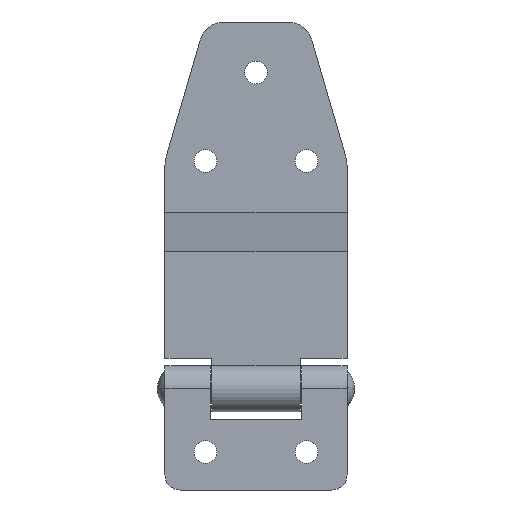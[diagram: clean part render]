
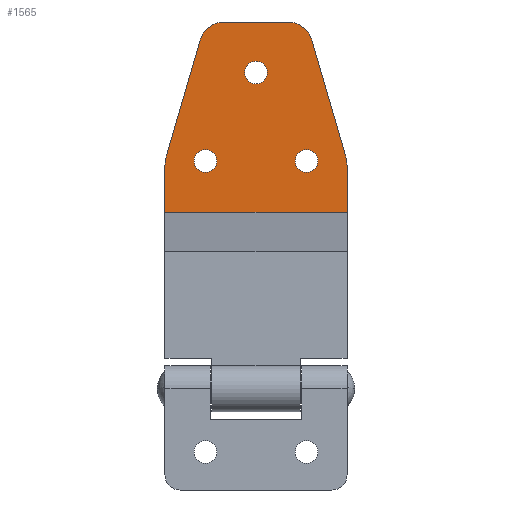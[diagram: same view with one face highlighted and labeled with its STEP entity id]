
A CAD part, front view. The second image highlights one B-rep face of the part: STEP entity #1565.
In plain terms, the highlighted planar face has unit normal (0, -1, 0).
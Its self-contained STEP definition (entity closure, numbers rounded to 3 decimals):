
#1 = DIRECTION ( 'NONE',  ( 0., 0., 1. ) ) ;
#2 = DIRECTION ( 'NONE',  ( 0., -1., 0. ) ) ;
#3 = AXIS2_PLACEMENT_3D ( 'NONE', #4, #2, #1 ) ;
#4 = CARTESIAN_POINT ( 'NONE',  ( 21., 3.1, 87.862 ) ) ;
#5 = CIRCLE ( 'NONE', #3, 15. ) ;
#326 = DIRECTION ( 'NONE',  ( -1., 0., 0. ) ) ;
#327 = VECTOR ( 'NONE', #326, 1000. ) ;
#328 = CARTESIAN_POINT ( 'NONE',  ( 36., 3.1, 69.847 ) ) ;
#329 = LINE ( 'NONE', #328, #327 ) ;
#330 = DIRECTION ( 'NONE',  ( 0., 0., -1. ) ) ;
#365 = CARTESIAN_POINT ( 'NONE',  ( -20., 3.1, 94.5 ) ) ;
#366 = CARTESIAN_POINT ( 'NONE',  ( -20., 3.1, 85.5 ) ) ;
#367 = DIRECTION ( 'NONE',  ( 0., 0., 1. ) ) ;
#368 = DIRECTION ( 'NONE',  ( 0., 1., 0. ) ) ;
#369 = CARTESIAN_POINT ( 'NONE',  ( -20., 3.1, 90. ) ) ;
#370 = AXIS2_PLACEMENT_3D ( 'NONE', #369, #368, #367 ) ;
#371 = CIRCLE ( 'NONE', #370, 4.5 ) ;
#482 = VECTOR ( 'NONE', #330, 1000. ) ;
#483 = CARTESIAN_POINT ( 'NONE',  ( -36., 3.1, 145. ) ) ;
#484 = LINE ( 'NONE', #483, #482 ) ;
#485 = DIRECTION ( 'NONE',  ( 0., 0., 1. ) ) ;
#486 = DIRECTION ( 'NONE',  ( 0., 1., 0. ) ) ;
#487 = CARTESIAN_POINT ( 'NONE',  ( -20., 3.1, 90. ) ) ;
#488 = AXIS2_PLACEMENT_3D ( 'NONE', #487, #486, #485 ) ;
#489 = CIRCLE ( 'NONE', #488, 4.5 ) ;
#964 = VECTOR ( 'NONE', #965, 1000. ) ;
#965 = DIRECTION ( 'NONE',  ( -0.279, 0., 0.96 ) ) ;
#966 = CARTESIAN_POINT ( 'NONE',  ( 35.403, 3.1, 92.052 ) ) ;
#967 = CARTESIAN_POINT ( 'NONE',  ( 21.248, 3.1, 140.709 ) ) ;
#968 = LINE ( 'NONE', #967, #964 ) ;
#992 = CARTESIAN_POINT ( 'NONE',  ( 20., 3.1, 94.5 ) ) ;
#993 = CARTESIAN_POINT ( 'NONE',  ( 20., 3.1, 85.5 ) ) ;
#994 = DIRECTION ( 'NONE',  ( 0., 0., 1. ) ) ;
#995 = DIRECTION ( 'NONE',  ( 0., 1., 0. ) ) ;
#996 = CARTESIAN_POINT ( 'NONE',  ( 20., 3.1, 90. ) ) ;
#997 = AXIS2_PLACEMENT_3D ( 'NONE', #996, #995, #994 ) ;
#998 = CIRCLE ( 'NONE', #997, 4.5 ) ;
#1029 = CARTESIAN_POINT ( 'NONE',  ( -15.631, 3.1, 160.02 ) ) ;
#1030 = LINE ( 'NONE', #1029, #1041 ) ;
#1031 = CIRCLE ( 'NONE', #1043, 10. ) ;
#1032 = CARTESIAN_POINT ( 'NONE',  ( -22.096, 3.1, 137.793 ) ) ;
#1033 = CARTESIAN_POINT ( 'NONE',  ( 36., 3.1, 69.847 ) ) ;
#1034 = CARTESIAN_POINT ( 'NONE',  ( 36., 3.1, 87.862 ) ) ;
#1035 = CARTESIAN_POINT ( 'NONE',  ( -36., 3.1, 69.847 ) ) ;
#1036 = CARTESIAN_POINT ( 'NONE',  ( -36., 3.1, 87.862 ) ) ;
#1037 = DIRECTION ( 'NONE',  ( 0., 0., 1. ) ) ;
#1038 = DIRECTION ( 'NONE',  ( 0., -1., 0. ) ) ;
#1039 = CARTESIAN_POINT ( 'NONE',  ( -35.403, 3.1, 92.052 ) ) ;
#1040 = DIRECTION ( 'NONE',  ( -0.279, 0., -0.96 ) ) ;
#1041 = VECTOR ( 'NONE', #1040, 1000. ) ;
#1042 = DIRECTION ( 'NONE',  ( 0., 0., 1. ) ) ;
#1043 = AXIS2_PLACEMENT_3D ( 'NONE', #1044, #1038, #1042 ) ;
#1044 = CARTESIAN_POINT ( 'NONE',  ( -12.495, 3.1, 135. ) ) ;
#1045 = DIRECTION ( 'NONE',  ( 0., -1., 0. ) ) ;
#1046 = CARTESIAN_POINT ( 'NONE',  ( -21., 3.1, 87.862 ) ) ;
#1047 = AXIS2_PLACEMENT_3D ( 'NONE', #1046, #1045, #1037 ) ;
#1048 = CIRCLE ( 'NONE', #1047, 15. ) ;
#1049 = DIRECTION ( 'NONE',  ( 0., 1., 0. ) ) ;
#1050 = DIRECTION ( 'NONE',  ( 0., 0., -1. ) ) ;
#1051 = CARTESIAN_POINT ( 'NONE',  ( 20., 3.1, 90. ) ) ;
#1052 = DIRECTION ( 'NONE',  ( 0., 0., 1. ) ) ;
#1053 = FACE_OUTER_BOUND ( 'NONE', #1570, .T. ) ;
#1054 = FACE_BOUND ( 'NONE', #1809, .T. ) ;
#1055 = FACE_BOUND ( 'NONE', #1567, .T. ) ;
#1056 = FACE_BOUND ( 'NONE', #1575, .T. ) ;
#1061 = DIRECTION ( 'NONE',  ( 0., 0., 1. ) ) ;
#1062 = DIRECTION ( 'NONE',  ( 0., 0., 1. ) ) ;
#1063 = DIRECTION ( 'NONE',  ( 0., 1., 0. ) ) ;
#1064 = CARTESIAN_POINT ( 'NONE',  ( 0., 3.1, 125. ) ) ;
#1065 = AXIS2_PLACEMENT_3D ( 'NONE', #1064, #1063, #1062 ) ;
#1066 = CIRCLE ( 'NONE', #1065, 4.5 ) ;
#1067 = DIRECTION ( 'NONE',  ( 0., 0., 1. ) ) ;
#1068 = DIRECTION ( 'NONE',  ( 0., 1., 0. ) ) ;
#1069 = CARTESIAN_POINT ( 'NONE',  ( 36., 3.1, 145. ) ) ;
#1070 = AXIS2_PLACEMENT_3D ( 'NONE', #1069, #1068, #1067 ) ;
#1071 = PLANE ( 'NONE',  #1070 ) ;
#1072 = CARTESIAN_POINT ( 'NONE',  ( 22.096, 3.1, 137.793 ) ) ;
#1073 = CIRCLE ( 'NONE', #1076, 10. ) ;
#1074 = DIRECTION ( 'NONE',  ( 0., -1., 0. ) ) ;
#1075 = CARTESIAN_POINT ( 'NONE',  ( 12.495, 3.1, 135. ) ) ;
#1076 = AXIS2_PLACEMENT_3D ( 'NONE', #1075, #1074, #1061 ) ;
#1090 = VECTOR ( 'NONE', #1050, 1000. ) ;
#1091 = CARTESIAN_POINT ( 'NONE',  ( 36., 3.1, 145. ) ) ;
#1092 = LINE ( 'NONE', #1091, #1090 ) ;
#1175 = VERTEX_POINT ( 'NONE', #2119 ) ;
#1219 = CIRCLE ( 'NONE', #1220, 4.5 ) ;
#1220 = AXIS2_PLACEMENT_3D ( 'NONE', #1051, #1049, #1052 ) ;
#1528 = EDGE_CURVE ( 'NONE', #1529, #1530, #998, .T. ) ;
#1529 = VERTEX_POINT ( 'NONE', #993 ) ;
#1530 = VERTEX_POINT ( 'NONE', #992 ) ;
#1541 = ORIENTED_EDGE ( 'NONE', *, *, #1577, .T. ) ;
#1542 = ORIENTED_EDGE ( 'NONE', *, *, #1543, .T. ) ;
#1543 = EDGE_CURVE ( 'NONE', #1175, #1544, #1031, .T. ) ;
#1544 = VERTEX_POINT ( 'NONE', #1032 ) ;
#1545 = ORIENTED_EDGE ( 'NONE', *, *, #1546, .T. ) ;
#1546 = EDGE_CURVE ( 'NONE', #1544, #1547, #1030, .T. ) ;
#1547 = VERTEX_POINT ( 'NONE', #1039 ) ;
#1548 = ORIENTED_EDGE ( 'NONE', *, *, #1549, .T. ) ;
#1549 = EDGE_CURVE ( 'NONE', #1547, #1550, #1048, .T. ) ;
#1550 = VERTEX_POINT ( 'NONE', #1036 ) ;
#1551 = ORIENTED_EDGE ( 'NONE', *, *, #1811, .T. ) ;
#1552 = VERTEX_POINT ( 'NONE', #1035 ) ;
#1554 = VERTEX_POINT ( 'NONE', #1034 ) ;
#1555 = VERTEX_POINT ( 'NONE', #1033 ) ;
#1556 = ORIENTED_EDGE ( 'NONE', *, *, #1557, .T. ) ;
#1557 = EDGE_CURVE ( 'NONE', #1554, #1558, #5, .T. ) ;
#1558 = VERTEX_POINT ( 'NONE', #966 ) ;
#1559 = ORIENTED_EDGE ( 'NONE', *, *, #1560, .T. ) ;
#1560 = EDGE_CURVE ( 'NONE', #1558, #1561, #968, .T. ) ;
#1561 = VERTEX_POINT ( 'NONE', #1072 ) ;
#1562 = ORIENTED_EDGE ( 'NONE', *, *, #1563, .T. ) ;
#1563 = EDGE_CURVE ( 'NONE', #1561, #1578, #1073, .T. ) ;
#1565 = ADVANCED_FACE ( 'NONE', ( #1056, #1055, #1054, #1053 ), #1071, .F. ) ;
#1566 = ORIENTED_EDGE ( 'NONE', *, *, #1528, .T. ) ;
#1567 = EDGE_LOOP ( 'NONE', ( #1806, #1808 ) ) ;
#1568 = EDGE_CURVE ( 'NONE', #1604, #1603, #1066, .T. ) ;
#1569 = ORIENTED_EDGE ( 'NONE', *, *, #1602, .T. ) ;
#1570 = EDGE_LOOP ( 'NONE', ( #1571, #1556, #1559, #1562, #1541, #1542, #1545, #1548, #1551, #1812 ) ) ;
#1571 = ORIENTED_EDGE ( 'NONE', *, *, #1572, .F. ) ;
#1572 = EDGE_CURVE ( 'NONE', #1554, #1555, #1092, .T. ) ;
#1573 = ORIENTED_EDGE ( 'NONE', *, *, #1574, .T. ) ;
#1574 = EDGE_CURVE ( 'NONE', #1530, #1529, #1219, .T. ) ;
#1575 = EDGE_LOOP ( 'NONE', ( #1573, #1566 ) ) ;
#1577 = EDGE_CURVE ( 'NONE', #1578, #1175, #2420, .T. ) ;
#1578 = VERTEX_POINT ( 'NONE', #2421 ) ;
#1602 = EDGE_CURVE ( 'NONE', #1603, #1604, #2513, .T. ) ;
#1603 = VERTEX_POINT ( 'NONE', #2503 ) ;
#1604 = VERTEX_POINT ( 'NONE', #2502 ) ;
#1742 = EDGE_CURVE ( 'NONE', #1743, #1744, #371, .T. ) ;
#1743 = VERTEX_POINT ( 'NONE', #366 ) ;
#1744 = VERTEX_POINT ( 'NONE', #365 ) ;
#1806 = ORIENTED_EDGE ( 'NONE', *, *, #1807, .T. ) ;
#1807 = EDGE_CURVE ( 'NONE', #1744, #1743, #489, .T. ) ;
#1808 = ORIENTED_EDGE ( 'NONE', *, *, #1742, .T. ) ;
#1809 = EDGE_LOOP ( 'NONE', ( #1810, #1569 ) ) ;
#1810 = ORIENTED_EDGE ( 'NONE', *, *, #1568, .T. ) ;
#1811 = EDGE_CURVE ( 'NONE', #1550, #1552, #484, .T. ) ;
#1812 = ORIENTED_EDGE ( 'NONE', *, *, #1813, .F. ) ;
#1813 = EDGE_CURVE ( 'NONE', #1555, #1552, #329, .T. ) ;
#2119 = CARTESIAN_POINT ( 'NONE',  ( -12.495, 3.1, 145. ) ) ;
#2419 = CARTESIAN_POINT ( 'NONE',  ( 36., 3.1, 145. ) ) ;
#2420 = LINE ( 'NONE', #2419, #2423 ) ;
#2421 = CARTESIAN_POINT ( 'NONE',  ( 12.495, 3.1, 145. ) ) ;
#2422 = DIRECTION ( 'NONE',  ( -1., 0., 0. ) ) ;
#2423 = VECTOR ( 'NONE', #2422, 1000. ) ;
#2502 = CARTESIAN_POINT ( 'NONE',  ( 0., 3.1, 129.5 ) ) ;
#2503 = CARTESIAN_POINT ( 'NONE',  ( 0., 3.1, 120.5 ) ) ;
#2504 = DIRECTION ( 'NONE',  ( 0., 0., 1. ) ) ;
#2511 = DIRECTION ( 'NONE',  ( 0., 1., 0. ) ) ;
#2512 = AXIS2_PLACEMENT_3D ( 'NONE', #2588, #2511, #2504 ) ;
#2513 = CIRCLE ( 'NONE', #2512, 4.5 ) ;
#2588 = CARTESIAN_POINT ( 'NONE',  ( 0., 3.1, 125. ) ) ;
